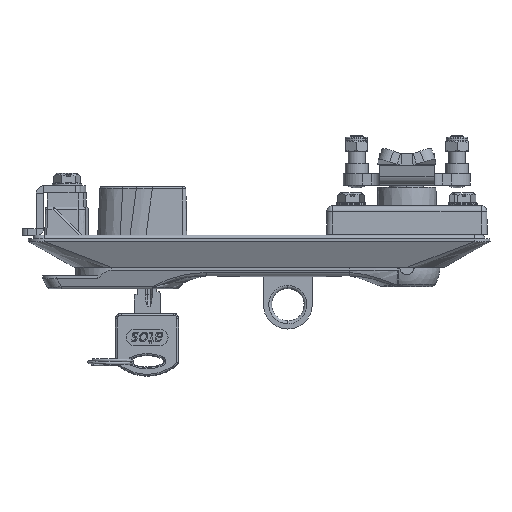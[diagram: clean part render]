
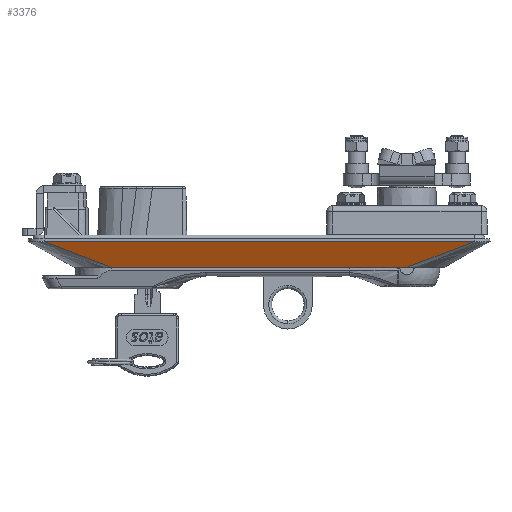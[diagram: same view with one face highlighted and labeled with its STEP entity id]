
A CAD part, front view. The second image highlights one B-rep face of the part: STEP entity #3376.
In plain terms, the highlighted free-form (B-spline) face has degree [1, 1] with [2, 2] control points.
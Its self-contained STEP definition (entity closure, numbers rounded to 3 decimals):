
#344 = CARTESIAN_POINT ( 'NONE',  ( 75., -67.5, -1. ) ) ;
#3376 = ADVANCED_FACE ( 'NONE', ( #3976 ), #3859, .F. ) ;
#3859 = B_SPLINE_SURFACE_WITH_KNOTS ( 'NONE', 1, 1, ( 
 ( #7110, #12974 ),
 ( #22201, #19248 ) ),
 .UNSPECIFIED., .F., .F., .F.,
 ( 2, 2 ),
 ( 2, 2 ),
 ( 0., 1. ),
 ( 0., 1. ),
 .UNSPECIFIED. ) ;
#3899 = VERTEX_POINT ( 'NONE', #31036 ) ;
#3976 = FACE_OUTER_BOUND ( 'NONE', #19672, .T. ) ;
#4462 = CARTESIAN_POINT ( 'NONE',  ( -17.167, -63., -10. ) ) ;
#5595 = CARTESIAN_POINT ( 'NONE',  ( -73.042, -67.125, -1.75 ) ) ;
#5966 = B_SPLINE_CURVE_WITH_KNOTS ( 'NONE', 3,
 ( #25867, #26061, #38068, #23110 ),
 .UNSPECIFIED., .F., .F.,
 ( 4, 4 ),
 ( 0., 1. ),
 .UNSPECIFIED. ) ;
#6430 = CARTESIAN_POINT ( 'NONE',  ( 53.458, -63.375, -9.25 ) ) ;
#7110 = CARTESIAN_POINT ( 'NONE',  ( 51.5, -63., -10. ) ) ;
#7583 = CARTESIAN_POINT ( 'NONE',  ( 51.5, -63., -10. ) ) ;
#7596 = ORIENTED_EDGE ( 'NONE', *, *, #30626, .F. ) ;
#8721 = CARTESIAN_POINT ( 'NONE',  ( -57.375, -64.125, -7.75 ) ) ;
#10688 = CARTESIAN_POINT ( 'NONE',  ( -51.5, -63., -10. ) ) ;
#11341 = EDGE_CURVE ( 'NONE', #35701, #36385, #38810, .T. ) ;
#11652 = CARTESIAN_POINT ( 'NONE',  ( -63.25, -65.25, -5.5 ) ) ;
#12974 = CARTESIAN_POINT ( 'NONE',  ( 75., -67.5, -1. ) ) ;
#15590 = CARTESIAN_POINT ( 'NONE',  ( -75., -67.5, -1. ) ) ;
#15619 = CARTESIAN_POINT ( 'NONE',  ( 63.25, -65.25, -5.5 ) ) ;
#15826 = CARTESIAN_POINT ( 'NONE',  ( 51.5, -63., -10. ) ) ;
#17283 = EDGE_CURVE ( 'NONE', #3899, #35701, #34566, .T. ) ;
#19248 = CARTESIAN_POINT ( 'NONE',  ( -75., -67.5, -1. ) ) ;
#19672 = EDGE_LOOP ( 'NONE', ( #34406, #19881, #7596, #30145 ) ) ;
#19881 = ORIENTED_EDGE ( 'NONE', *, *, #17283, .F. ) ;
#20684 = CARTESIAN_POINT ( 'NONE',  ( -51.5, -63., -10. ) ) ;
#21325 = CARTESIAN_POINT ( 'NONE',  ( 73.042, -67.125, -1.75 ) ) ;
#21719 = CARTESIAN_POINT ( 'NONE',  ( 69.125, -66.375, -3.25 ) ) ;
#22201 = CARTESIAN_POINT ( 'NONE',  ( -51.5, -63., -10. ) ) ;
#23110 = CARTESIAN_POINT ( 'NONE',  ( 75., -67.5, -1. ) ) ;
#23247 = CARTESIAN_POINT ( 'NONE',  ( -69.125, -66.375, -3.25 ) ) ;
#25867 = CARTESIAN_POINT ( 'NONE',  ( -75., -67.5, -1. ) ) ;
#26061 = CARTESIAN_POINT ( 'NONE',  ( -74.959, -67.5, -1. ) ) ;
#26117 = EDGE_CURVE ( 'NONE', #36385, #30894, #28295, .T. ) ;
#26390 = CARTESIAN_POINT ( 'NONE',  ( -53.458, -63.375, -9.25 ) ) ;
#28295 = B_SPLINE_CURVE_WITH_KNOTS ( 'NONE', 3,
 ( #20684, #26390, #8721, #11652, #23247, #5595, #31919 ),
 .UNSPECIFIED., .F., .F.,
 ( 4, 1, 1, 1, 4 ),
 ( 0., 0.25, 0.5, 0.75, 1. ),
 .UNSPECIFIED. ) ;
#30145 = ORIENTED_EDGE ( 'NONE', *, *, #26117, .F. ) ;
#30626 = EDGE_CURVE ( 'NONE', #30894, #3899, #5966, .T. ) ;
#30894 = VERTEX_POINT ( 'NONE', #15590 ) ;
#31036 = CARTESIAN_POINT ( 'NONE',  ( 75., -67.5, -1. ) ) ;
#31919 = CARTESIAN_POINT ( 'NONE',  ( -75., -67.5, -1. ) ) ;
#33326 = CARTESIAN_POINT ( 'NONE',  ( 57.375, -64.125, -7.75 ) ) ;
#34106 = CARTESIAN_POINT ( 'NONE',  ( -51.5, -63., -10. ) ) ;
#34406 = ORIENTED_EDGE ( 'NONE', *, *, #11341, .F. ) ;
#34566 = B_SPLINE_CURVE_WITH_KNOTS ( 'NONE', 3,
 ( #344, #21325, #21719, #15619, #33326, #6430, #15826 ),
 .UNSPECIFIED., .F., .F.,
 ( 4, 1, 1, 1, 4 ),
 ( 0., 0.25, 0.5, 0.75, 1. ),
 .UNSPECIFIED. ) ;
#35701 = VERTEX_POINT ( 'NONE', #36131 ) ;
#36131 = CARTESIAN_POINT ( 'NONE',  ( 51.5, -63., -10. ) ) ;
#36385 = VERTEX_POINT ( 'NONE', #10688 ) ;
#37071 = CARTESIAN_POINT ( 'NONE',  ( 17.167, -63., -10. ) ) ;
#38068 = CARTESIAN_POINT ( 'NONE',  ( -24.959, -67.5, -1. ) ) ;
#38810 = B_SPLINE_CURVE_WITH_KNOTS ( 'NONE', 3,
 ( #7583, #37071, #4462, #34106 ),
 .UNSPECIFIED., .F., .F.,
 ( 4, 4 ),
 ( 0., 1. ),
 .UNSPECIFIED. ) ;
